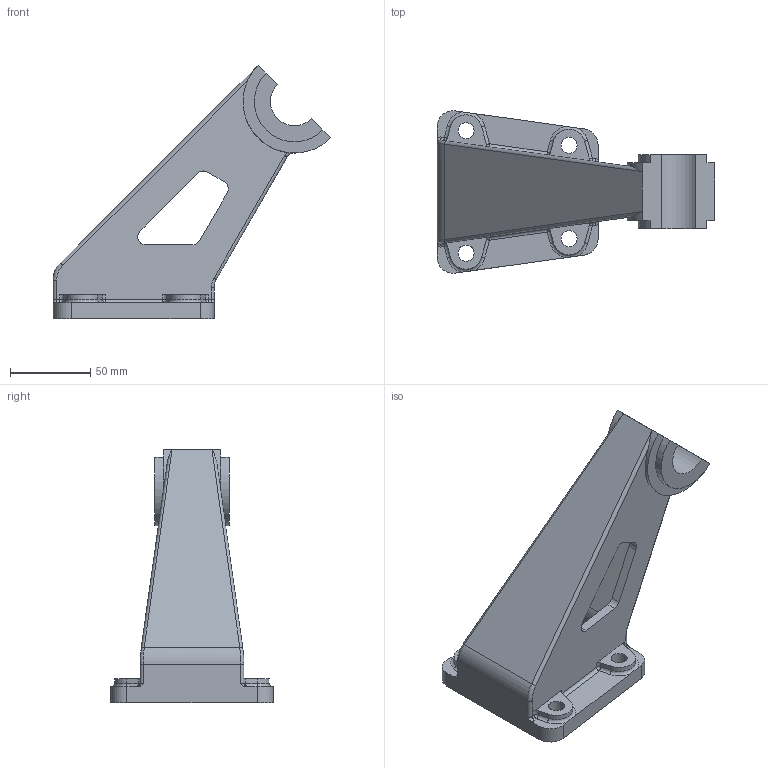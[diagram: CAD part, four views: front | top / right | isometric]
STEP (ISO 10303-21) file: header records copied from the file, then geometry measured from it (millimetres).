
FILE_DESCRIPTION(/* description */ (''),/* implementation_level */ '2;1');
FILE_NAME(/* name */ 'Part 086.stp',/* time_stamp */ '2015-02-26T08:49:10+02:00',/* author */ ('SFC'),/* organization */ (''),/* preprocessor_version */ 'ST-DEVELOPER v15.2',/* originating_system */ 'Autodesk Inventor 2014',/* authorisation */ '');
FILE_SCHEMA (('AUTOMOTIVE_DESIGN { 1 0 10303 214 3 1 1 }'));
Length unit declared in the file: millimetre
Products named in the file (1): Part 086
Bounding box: 172.63 x 100.98 x 157.63 mm (x, y, z)
Volume: 282817.5 mm3; surface area: 77937.8 mm2
Topology: 1 solids, 1 shells, 131 faces, 340 edges, 212 vertices
Faces by surface type: cylinder 62, plane 47, sphere 8, torus 8, bspline 6
Full cylindrical faces by diameter (mm): 10 x4
Entity records: 4223 total; most frequent: CARTESIAN_POINT 924, DIRECTION 714, ORIENTED_EDGE 664, EDGE_CURVE 332, AXIS2_PLACEMENT_3D 268, VERTEX_POINT 208, LINE 178, VECTOR 178
